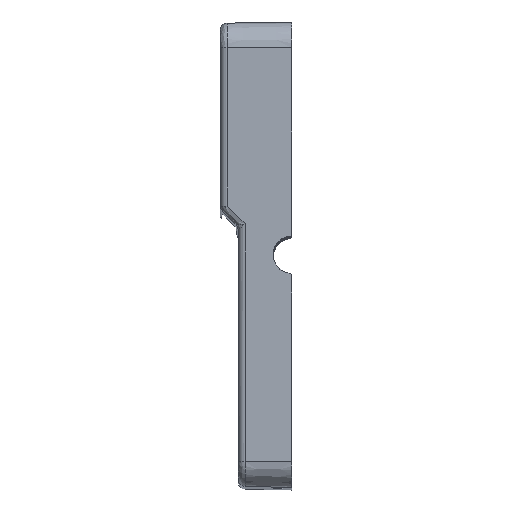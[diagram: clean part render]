
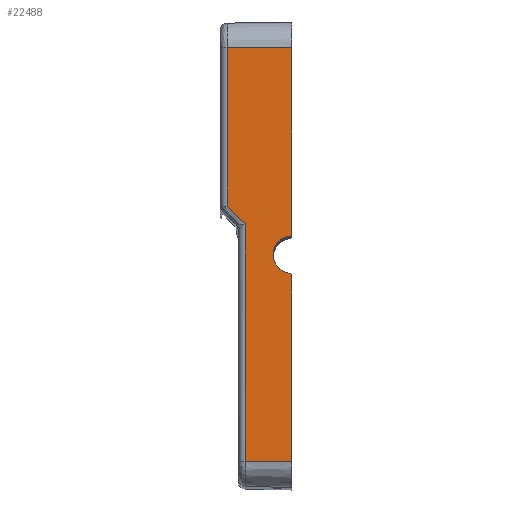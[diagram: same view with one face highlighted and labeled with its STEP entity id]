
A CAD part, top view. The second image highlights one B-rep face of the part: STEP entity #22488.
In plain terms, the highlighted planar face has unit normal (-0.018, 0, 1).
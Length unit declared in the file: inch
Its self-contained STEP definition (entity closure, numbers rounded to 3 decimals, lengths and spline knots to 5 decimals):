
#358 = EDGE_CURVE ( 'NONE', #35406, #23737, #34246, .T. ) ;
#1440 = EDGE_CURVE ( 'NONE', #21119, #31278, #9734, .T. ) ;
#1515 = CARTESIAN_POINT ( 'NONE',  ( -0.01748, -0.12896, 5.44469 ) ) ;
#1593 = VERTEX_POINT ( 'NONE', #44764 ) ;
#2027 =( BOUNDED_CURVE ( )  B_SPLINE_CURVE ( 3, ( #44154, #6820, #29570, #47620 ),
 .UNSPECIFIED., .F., .F. ) 
 B_SPLINE_CURVE_WITH_KNOTS ( ( 4, 4 ),
 ( 1.69713, 4.58605 ),
 .UNSPECIFIED. ) 
 CURVE ( )  GEOMETRIC_REPRESENTATION_ITEM ( )  RATIONAL_B_SPLINE_CURVE ( ( 1., 0.417, 0.417, 1. ) ) 
 REPRESENTATION_ITEM ( '' )  );
#3098 = CARTESIAN_POINT ( 'NONE',  ( 0., 0., 5.445 ) ) ;
#3223 = VERTEX_POINT ( 'NONE', #28523 ) ;
#3319 = CARTESIAN_POINT ( 'NONE',  ( -0.01748, 0.12896, 5.44469 ) ) ;
#4030 = DIRECTION ( 'NONE',  ( 0., -1., 0. ) ) ;
#4543 = EDGE_CURVE ( 'NONE', #41077, #3223, #26936, .T. ) ;
#6588 = AXIS2_PLACEMENT_3D ( 'NONE', #7654, #29423, #37580 ) ;
#6820 = CARTESIAN_POINT ( 'NONE',  ( -0.22185, -0.10301, 5.44113 ) ) ;
#7214 = EDGE_CURVE ( 'NONE', #21119, #21949, #2027, .T. ) ;
#7478 = ORIENTED_EDGE ( 'NONE', *, *, #26182, .T. ) ;
#7560 = CARTESIAN_POINT ( 'NONE',  ( -0.01748, 0.12896, 5.44469 ) ) ;
#7593 = EDGE_CURVE ( 'NONE', #23737, #24338, #18854, .T. ) ;
#7654 = CARTESIAN_POINT ( 'NONE',  ( -0.37494, 0., 5.43846 ) ) ;
#8682 = CARTESIAN_POINT ( 'NONE',  ( -0.00688, -0.13296, 5.44487 ) ) ;
#9734 = B_SPLINE_CURVE_WITH_KNOTS ( 'NONE', 3,
 ( #1515, #42571, #8682, #35168, #35409, #46282 ),
 .UNSPECIFIED., .F., .F.,
 ( 4, 2, 4 ),
 ( 0., 0.5, 1. ),
 .UNSPECIFIED. ) ;
#10271 = ORIENTED_EDGE ( 'NONE', *, *, #358, .T. ) ;
#10637 = VECTOR ( 'NONE', #34497, 39.37008 ) ;
#10993 = LINE ( 'NONE', #26080, #37187 ) ;
#11591 = FACE_OUTER_BOUND ( 'NONE', #33280, .T. ) ;
#13253 = LINE ( 'NONE', #24872, #42954 ) ;
#14049 = ORIENTED_EDGE ( 'NONE', *, *, #7593, .T. ) ;
#16838 = CARTESIAN_POINT ( 'NONE',  ( 0., -0.1488, 5.445 ) ) ;
#18403 = LINE ( 'NONE', #3098, #31839 ) ;
#18758 = PLANE ( 'NONE',  #6588 ) ;
#18854 = LINE ( 'NONE', #26278, #42738 ) ;
#19384 = LINE ( 'NONE', #19845, #10637 ) ;
#19845 = CARTESIAN_POINT ( 'NONE',  ( -0.32587, 0.0975, 5.43931 ) ) ;
#20180 = B_SPLINE_CURVE_WITH_KNOTS ( 'NONE', 3,
 ( #43503, #25333, #40438, #45134, #44887, #7560 ),
 .UNSPECIFIED., .F., .F.,
 ( 4, 2, 4 ),
 ( 0., 0.5, 1. ),
 .UNSPECIFIED. ) ;
#21119 = VERTEX_POINT ( 'NONE', #32730 ) ;
#21949 = VERTEX_POINT ( 'NONE', #3319 ) ;
#22488 = ADVANCED_FACE ( 'NONE', ( #11591 ), #18758, .T. ) ;
#23118 = CARTESIAN_POINT ( 'NONE',  ( 0., 1.445, 5.445 ) ) ;
#23367 = ORIENTED_EDGE ( 'NONE', *, *, #25264, .F. ) ;
#23705 = DIRECTION ( 'NONE',  ( 1., 0., 0.017 ) ) ;
#23737 = VERTEX_POINT ( 'NONE', #47664 ) ;
#23835 = ORIENTED_EDGE ( 'NONE', *, *, #7214, .T. ) ;
#24338 = VERTEX_POINT ( 'NONE', #28989 ) ;
#24872 = CARTESIAN_POINT ( 'NONE',  ( -0.45087, 0.33945, 5.43713 ) ) ;
#25264 = EDGE_CURVE ( 'NONE', #1593, #21949, #20180, .T. ) ;
#25333 = CARTESIAN_POINT ( 'NONE',  ( 0., 0.14505, 5.445 ) ) ;
#26080 = CARTESIAN_POINT ( 'NONE',  ( 0., 0., 5.445 ) ) ;
#26182 = EDGE_CURVE ( 'NONE', #24338, #31217, #13253, .T. ) ;
#26278 = CARTESIAN_POINT ( 'NONE',  ( -0.45087, 0., 5.43713 ) ) ;
#26329 = DIRECTION ( 'NONE',  ( 0., 1., 0. ) ) ;
#26936 = LINE ( 'NONE', #31407, #45741 ) ;
#27290 = CARTESIAN_POINT ( 'NONE',  ( -0.37494, 1.445, 5.43846 ) ) ;
#28459 = EDGE_CURVE ( 'NONE', #41077, #31217, #19384, .T. ) ;
#28523 = CARTESIAN_POINT ( 'NONE',  ( 0., -1.445, 5.445 ) ) ;
#28989 = CARTESIAN_POINT ( 'NONE',  ( -0.45087, 0.33945, 5.43713 ) ) ;
#29423 = DIRECTION ( 'NONE',  ( -0.017, 0., 1. ) ) ;
#29570 = CARTESIAN_POINT ( 'NONE',  ( -0.22185, 0.10301, 5.44113 ) ) ;
#30763 = DIRECTION ( 'NONE',  ( -1., 0., -0.017 ) ) ;
#31217 = VERTEX_POINT ( 'NONE', #32204 ) ;
#31278 = VERTEX_POINT ( 'NONE', #16838 ) ;
#31352 = DIRECTION ( 'NONE',  ( 0.707, -0.707, 0.012 ) ) ;
#31407 = CARTESIAN_POINT ( 'NONE',  ( -0.37494, -1.445, 5.43846 ) ) ;
#31839 = VECTOR ( 'NONE', #26329, 39.37008 ) ;
#32204 = CARTESIAN_POINT ( 'NONE',  ( -0.32587, 0.2145, 5.43931 ) ) ;
#32730 = CARTESIAN_POINT ( 'NONE',  ( -0.01748, -0.12896, 5.44469 ) ) ;
#33266 = EDGE_CURVE ( 'NONE', #1593, #35406, #18403, .T. ) ;
#33280 = EDGE_LOOP ( 'NONE', ( #34657, #23835, #23367, #45283, #10271, #14049, #7478, #36875, #34221, #35544 ) ) ;
#34221 = ORIENTED_EDGE ( 'NONE', *, *, #4543, .T. ) ;
#34246 = LINE ( 'NONE', #27290, #37668 ) ;
#34497 = DIRECTION ( 'NONE',  ( 0., 1., 0. ) ) ;
#34657 = ORIENTED_EDGE ( 'NONE', *, *, #1440, .F. ) ;
#35168 = CARTESIAN_POINT ( 'NONE',  ( -0.00111, -0.14067, 5.44497 ) ) ;
#35406 = VERTEX_POINT ( 'NONE', #23118 ) ;
#35409 = CARTESIAN_POINT ( 'NONE',  ( 0., -0.14505, 5.445 ) ) ;
#35544 = ORIENTED_EDGE ( 'NONE', *, *, #37913, .T. ) ;
#36875 = ORIENTED_EDGE ( 'NONE', *, *, #28459, .F. ) ;
#37187 = VECTOR ( 'NONE', #41180, 39.37008 ) ;
#37580 = DIRECTION ( 'NONE',  ( 1., 0., 0.017 ) ) ;
#37668 = VECTOR ( 'NONE', #30763, 39.37008 ) ;
#37913 = EDGE_CURVE ( 'NONE', #3223, #31278, #10993, .T. ) ;
#40438 = CARTESIAN_POINT ( 'NONE',  ( -0.00111, 0.14067, 5.44497 ) ) ;
#41077 = VERTEX_POINT ( 'NONE', #41151 ) ;
#41151 = CARTESIAN_POINT ( 'NONE',  ( -0.32587, -1.445, 5.43931 ) ) ;
#41180 = DIRECTION ( 'NONE',  ( 0., 1., 0. ) ) ;
#42571 = CARTESIAN_POINT ( 'NONE',  ( -0.01165, -0.1297, 5.4448 ) ) ;
#42738 = VECTOR ( 'NONE', #4030, 39.37008 ) ;
#42954 = VECTOR ( 'NONE', #31352, 39.37008 ) ;
#43503 = CARTESIAN_POINT ( 'NONE',  ( 0., 0.1488, 5.445 ) ) ;
#44154 = CARTESIAN_POINT ( 'NONE',  ( -0.01748, -0.12896, 5.44469 ) ) ;
#44764 = CARTESIAN_POINT ( 'NONE',  ( 0., 0.1488, 5.445 ) ) ;
#44887 = CARTESIAN_POINT ( 'NONE',  ( -0.01165, 0.1297, 5.4448 ) ) ;
#45134 = CARTESIAN_POINT ( 'NONE',  ( -0.00688, 0.13296, 5.44487 ) ) ;
#45283 = ORIENTED_EDGE ( 'NONE', *, *, #33266, .T. ) ;
#45741 = VECTOR ( 'NONE', #23705, 39.37008 ) ;
#46282 = CARTESIAN_POINT ( 'NONE',  ( 0., -0.1488, 5.445 ) ) ;
#47620 = CARTESIAN_POINT ( 'NONE',  ( -0.01748, 0.12896, 5.44469 ) ) ;
#47664 = CARTESIAN_POINT ( 'NONE',  ( -0.45087, 1.445, 5.43713 ) ) ;
